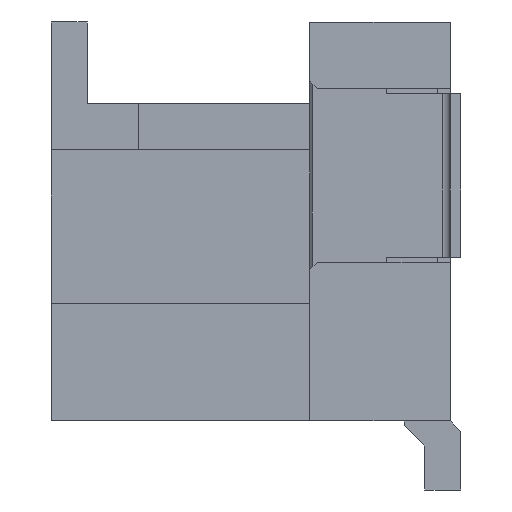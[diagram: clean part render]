
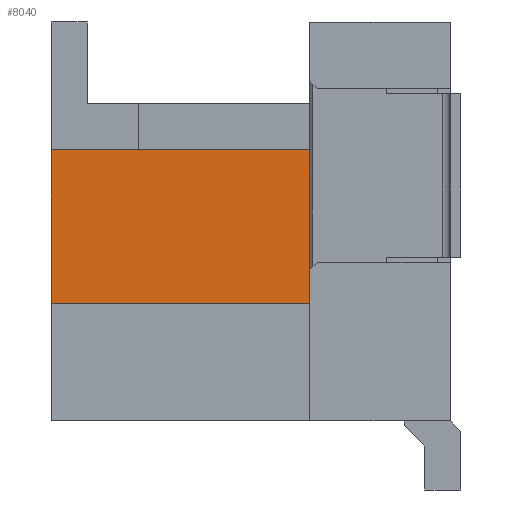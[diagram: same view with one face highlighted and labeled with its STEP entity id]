
A CAD part, left-side view. The second image highlights one B-rep face of the part: STEP entity #8040.
In plain terms, the highlighted planar face has unit normal (-1, 0, 0).
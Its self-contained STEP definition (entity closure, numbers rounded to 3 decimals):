
#137=DIRECTION('',(0.,0.,-1.));
#138=VECTOR('',#137,2.95);
#139=CARTESIAN_POINT('',(-14.85,-0.15,2.36));
#140=LINE('',#139,#138);
#801=DIRECTION('',(0.,0.,1.));
#802=VECTOR('',#801,3.);
#803=CARTESIAN_POINT('',(-14.85,4.9,-0.64));
#804=LINE('',#803,#802);
#869=DIRECTION('',(0.,-1.,0.));
#870=VECTOR('',#869,5.05);
#871=CARTESIAN_POINT('',(-14.85,4.9,-0.64));
#872=LINE('',#871,#870);
#873=DIRECTION('',(0.,1.,0.));
#874=VECTOR('',#873,5.05);
#875=CARTESIAN_POINT('',(-14.85,-0.15,2.36));
#876=LINE('',#875,#874);
#881=DIRECTION('',(0.,0.,-1.));
#882=VECTOR('',#881,0.05);
#883=CARTESIAN_POINT('',(-14.85,-0.15,-0.59));
#884=LINE('',#883,#882);
#5589=CARTESIAN_POINT('',(-14.85,4.9,-0.64));
#5590=VERTEX_POINT('',#5589);
#5591=CARTESIAN_POINT('',(-14.85,4.9,2.36));
#5592=VERTEX_POINT('',#5591);
#5861=CARTESIAN_POINT('',(-14.85,-0.15,-0.59));
#5862=VERTEX_POINT('',#5861);
#5863=CARTESIAN_POINT('',(-14.85,-0.15,-0.64));
#5864=VERTEX_POINT('',#5863);
#5865=CARTESIAN_POINT('',(-14.85,-0.15,2.36));
#5866=VERTEX_POINT('',#5865);
#8026=CARTESIAN_POINT('',(-14.85,0.35,4.86));
#8027=DIRECTION('',(-1.,0.,0.));
#8028=DIRECTION('',(0.,0.,-1.));
#8029=AXIS2_PLACEMENT_3D('',#8026,#8027,#8028);
#8030=PLANE('',#8029);
#8032=ORIENTED_EDGE('',*,*,#8031,.T.);
#8033=ORIENTED_EDGE('',*,*,#8018,.F.);
#8034=ORIENTED_EDGE('',*,*,#7941,.T.);
#8036=ORIENTED_EDGE('',*,*,#8035,.F.);
#8037=ORIENTED_EDGE('',*,*,#7110,.T.);
#8038=EDGE_LOOP('',(#8032,#8033,#8034,#8036,#8037));
#8039=FACE_OUTER_BOUND('',#8038,.F.);
#8040=ADVANCED_FACE('',(#8039),#8030,.T.);
#7110=EDGE_CURVE('',#5866,#5862,#140,.T.);
#7941=EDGE_CURVE('',#5590,#5592,#804,.T.);
#8018=EDGE_CURVE('',#5590,#5864,#872,.T.);
#8031=EDGE_CURVE('',#5862,#5864,#884,.T.);
#8035=EDGE_CURVE('',#5866,#5592,#876,.T.);
